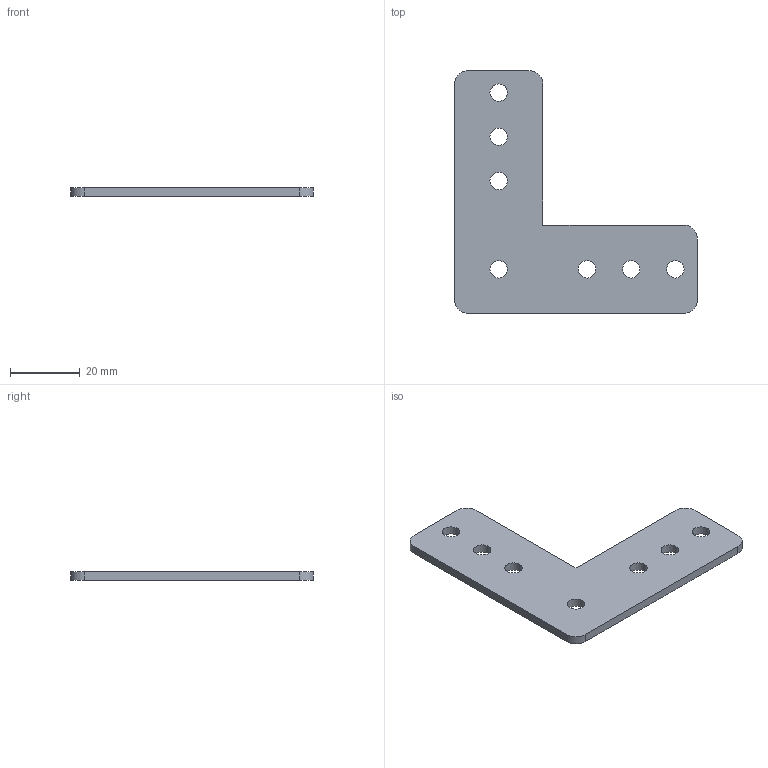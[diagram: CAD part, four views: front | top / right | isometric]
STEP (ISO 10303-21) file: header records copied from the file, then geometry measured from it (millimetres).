
FILE_DESCRIPTION(/* description */ ('STEP AP214'),/* implementation_level */ '2;1');
FILE_NAME(/* name */ '656649ebee135e6a7285dd9b',/* time_stamp */ '2023-11-28T20:13:31Z',/* author */ (''),/* organization */ (''),/* preprocessor_version */ 'ST-DEVELOPER v19.4',/* originating_system */ ' ',/* authorisation */ ' ');
FILE_SCHEMA (('AUTOMOTIVE_DESIGN {1 0 10303 214 3 1 1}'));
Length unit declared in the file: metre
Products named in the file (1): TTB-0082 - Aluminum L Gusset - 5mm Hole Size
Bounding box: 69.85 x 69.85 x 2.5 mm (x, y, z)
Volume: 6871.5 mm3; surface area: 6449.1 mm2
Topology: 1 solids, 1 shells, 20 faces, 54 edges, 36 vertices
Faces by surface type: cylinder 12, plane 8
Full cylindrical faces by diameter (mm): 5 x7
Entity records: 665 total; most frequent: DIRECTION 113, CARTESIAN_POINT 104, ORIENTED_EDGE 94, EDGE_CURVE 47, AXIS2_PLACEMENT_3D 45, EDGE_LOOP 41, FACE_BOUND 41, VERTEX_POINT 36
